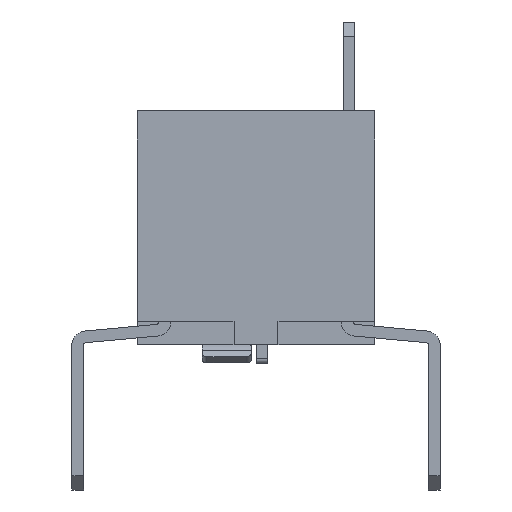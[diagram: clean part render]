
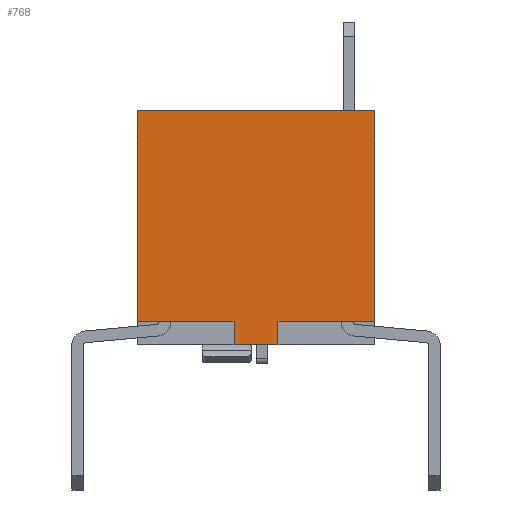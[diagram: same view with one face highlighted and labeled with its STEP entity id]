
A CAD part, left-side view. The second image highlights one B-rep face of the part: STEP entity #768.
In plain terms, the highlighted planar face has unit normal (-1, 0, 0).
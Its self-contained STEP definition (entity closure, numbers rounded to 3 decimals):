
#768 = ADVANCED_FACE( '', ( #1703 ), #1704, .F. );
#1703 = FACE_OUTER_BOUND( '', #2783, .T. );
#1704 = PLANE( '', #2784 );
#2783 = EDGE_LOOP( '', ( #5202, #5203, #5204, #5205, #5206, #5207, #5208, #5209 ) );
#2784 = AXIS2_PLACEMENT_3D( '', #5210, #5211, #5212 );
#5202 = ORIENTED_EDGE( '', *, *, #6726, .F. );
#5203 = ORIENTED_EDGE( '', *, *, #7341, .T. );
#5204 = ORIENTED_EDGE( '', *, *, #6929, .T. );
#5205 = ORIENTED_EDGE( '', *, *, #6787, .F. );
#5206 = ORIENTED_EDGE( '', *, *, #6437, .F. );
#5207 = ORIENTED_EDGE( '', *, *, #7312, .F. );
#5208 = ORIENTED_EDGE( '', *, *, #6569, .T. );
#5209 = ORIENTED_EDGE( '', *, *, #7338, .T. );
#5210 = CARTESIAN_POINT( '', ( -11.73, 0., 0. ) );
#5211 = DIRECTION( '', ( 1., 0., 0. ) );
#5212 = DIRECTION( '', ( 0., 0., -1. ) );
#6437 = EDGE_CURVE( '', #7743, #7744, #7745, .T. );
#6569 = EDGE_CURVE( '', #7967, #7976, #7978, .T. );
#6726 = EDGE_CURVE( '', #8242, #8244, #8245, .T. );
#6787 = EDGE_CURVE( '', #7744, #8353, #8354, .T. );
#6929 = EDGE_CURVE( '', #8560, #8353, #8561, .T. );
#7312 = EDGE_CURVE( '', #7967, #7743, #9079, .T. );
#7338 = EDGE_CURVE( '', #7976, #8244, #9108, .T. );
#7341 = EDGE_CURVE( '', #8242, #8560, #9111, .T. );
#7743 = VERTEX_POINT( '', #9613 );
#7744 = VERTEX_POINT( '', #9614 );
#7745 = LINE( '', #9615, #9616 );
#7967 = VERTEX_POINT( '', #9941 );
#7976 = VERTEX_POINT( '', #9954 );
#7978 = LINE( '', #9957, #9958 );
#8242 = VERTEX_POINT( '', #10345 );
#8244 = VERTEX_POINT( '', #10348 );
#8245 = LINE( '', #10349, #10350 );
#8353 = VERTEX_POINT( '', #10511 );
#8354 = LINE( '', #10512, #10513 );
#8560 = VERTEX_POINT( '', #10828 );
#8561 = LINE( '', #10829, #10830 );
#9079 = LINE( '', #11631, #11632 );
#9108 = LINE( '', #11673, #11674 );
#9111 = LINE( '', #11678, #11679 );
#9613 = CARTESIAN_POINT( '', ( -11.73, 2.54, 2.5 ) );
#9614 = CARTESIAN_POINT( '', ( -11.73, -2.54, 2.5 ) );
#9615 = CARTESIAN_POINT( '', ( -11.73, 2.54, 2.5 ) );
#9616 = VECTOR( '', #12110, 1000. );
#9941 = CARTESIAN_POINT( '', ( -11.73, 2.54, -2. ) );
#9954 = CARTESIAN_POINT( '', ( -11.73, 0.47, -2. ) );
#9957 = CARTESIAN_POINT( '', ( -11.73, 0., -2. ) );
#9958 = VECTOR( '', #12243, 1000. );
#10345 = CARTESIAN_POINT( '', ( -11.73, -0.47, -2.5 ) );
#10348 = CARTESIAN_POINT( '', ( -11.73, 0.47, -2.5 ) );
#10349 = CARTESIAN_POINT( '', ( -11.73, -2.54, -2.5 ) );
#10350 = VECTOR( '', #12386, 1000. );
#10511 = CARTESIAN_POINT( '', ( -11.73, -2.54, -2. ) );
#10512 = CARTESIAN_POINT( '', ( -11.73, -2.54, 2.5 ) );
#10513 = VECTOR( '', #12443, 1000. );
#10828 = CARTESIAN_POINT( '', ( -11.73, -0.47, -2. ) );
#10829 = CARTESIAN_POINT( '', ( -11.73, 0., -2. ) );
#10830 = VECTOR( '', #12559, 1000. );
#11631 = CARTESIAN_POINT( '', ( -11.73, 2.54, -2.5 ) );
#11632 = VECTOR( '', #12875, 1000. );
#11673 = CARTESIAN_POINT( '', ( -11.73, 0.47, 0. ) );
#11674 = VECTOR( '', #12894, 1000. );
#11678 = CARTESIAN_POINT( '', ( -11.73, -0.47, 0. ) );
#11679 = VECTOR( '', #12896, 1000. );
#12110 = DIRECTION( '', ( 0., -1., 0. ) );
#12243 = DIRECTION( '', ( 0., -1., 0. ) );
#12386 = DIRECTION( '', ( 0., 1., 0. ) );
#12443 = DIRECTION( '', ( 0., 0., -1. ) );
#12559 = DIRECTION( '', ( 0., -1., 0. ) );
#12875 = DIRECTION( '', ( 0., 0., 1. ) );
#12894 = DIRECTION( '', ( 0., 0., -1. ) );
#12896 = DIRECTION( '', ( 0., 0., 1. ) );
